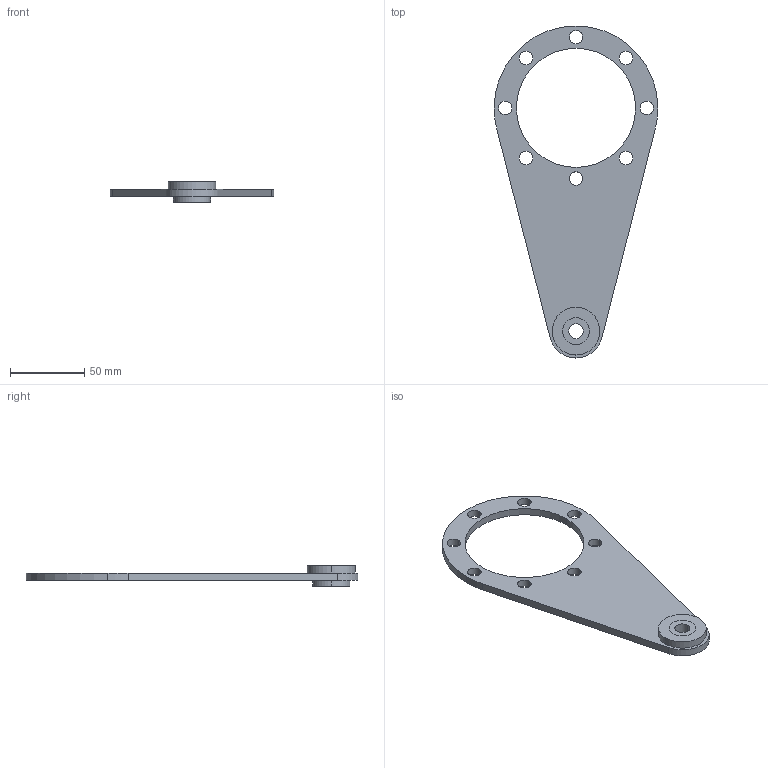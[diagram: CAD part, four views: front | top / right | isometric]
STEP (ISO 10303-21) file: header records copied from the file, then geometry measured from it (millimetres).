
FILE_DESCRIPTION (( 'STEP AP214' ), '1' );
FILE_NAME ('WGA-63M-ACC2.STEP', '2014-10-31T12:55:33', ( '' ), ( '' ), 'SwSTEP 2.0', 'SolidWorks 2014', '' );
FILE_SCHEMA (( 'AUTOMOTIVE_DESIGN' ));
Length unit declared in the file: inch
Products named in the file (1): WGA-63M-ACC2
Bounding box: 110 x 223 x 14 mm (x, y, z)
Volume: 59935 mm3; surface area: 31355.4 mm2
Topology: 4 solids, 4 shells, 46 faces, 114 edges, 76 vertices
Faces by surface type: cylinder 36, plane 10
Entity records: 1535 total; most frequent: DIRECTION 280, CARTESIAN_POINT 237, ORIENTED_EDGE 228, AXIS2_PLACEMENT_3D 119, EDGE_CURVE 114, VERTEX_POINT 76, EDGE_LOOP 72, CIRCLE 72
